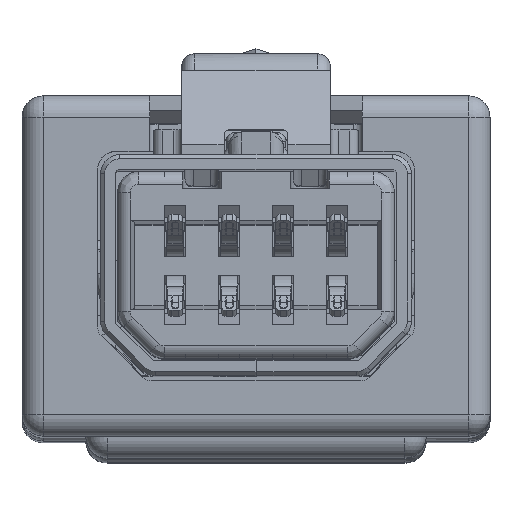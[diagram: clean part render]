
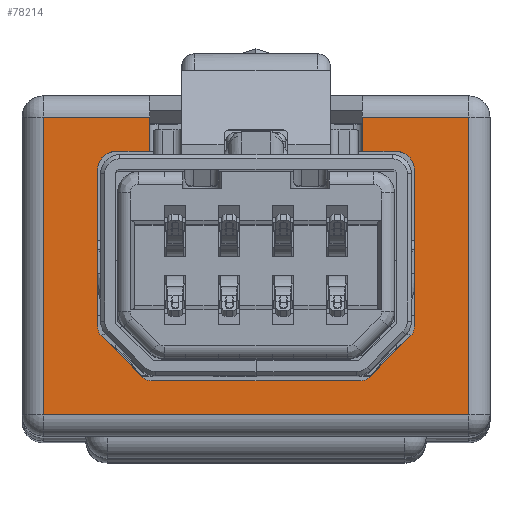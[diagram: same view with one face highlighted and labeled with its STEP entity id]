
A CAD part, top view. The second image highlights one B-rep face of the part: STEP entity #78214.
In plain terms, the highlighted planar face has unit normal (0, 0, 1).
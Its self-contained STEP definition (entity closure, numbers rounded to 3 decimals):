
#870=DIRECTION('',(-1.,0.,0.));
#871=VECTOR('',#870,4.901);
#872=CARTESIAN_POINT('',(2.451,-2.7,-11.05));
#873=LINE('',#872,#871);
#2425=DIRECTION('',(1.,0.,0.));
#2426=VECTOR('',#2425,0.775);
#2427=CARTESIAN_POINT('',(-3.275,2.7,-11.05));
#2428=LINE('',#2427,#2426);
#2541=DIRECTION('',(0.,1.,0.));
#2542=VECTOR('',#2541,0.8);
#2543=CARTESIAN_POINT('',(-2.5,2.7,-11.05));
#2544=LINE('',#2543,#2542);
#2554=DIRECTION('',(0.,1.,0.));
#2555=VECTOR('',#2554,3.676);
#2556=CARTESIAN_POINT('',(3.725,-1.426,-11.05));
#2557=LINE('',#2556,#2555);
#2558=CARTESIAN_POINT('',(3.275,2.25,-11.05));
#2559=DIRECTION('',(0.,0.,1.));
#2560=DIRECTION('',(1.,0.,0.));
#2561=AXIS2_PLACEMENT_3D('',#2558,#2559,#2560);
#2563=DIRECTION('',(0.,1.,0.));
#2564=VECTOR('',#2563,0.8);
#2565=CARTESIAN_POINT('',(2.5,2.7,-11.05));
#2566=LINE('',#2565,#2564);
#2567=CARTESIAN_POINT('',(-3.275,2.25,-11.05));
#2568=DIRECTION('',(0.,0.,1.));
#2569=DIRECTION('',(0.,1.,0.));
#2570=AXIS2_PLACEMENT_3D('',#2567,#2568,#2569);
#2572=DIRECTION('',(0.,-1.,0.));
#2573=VECTOR('',#2572,3.676);
#2574=CARTESIAN_POINT('',(-3.725,2.25,-11.05));
#2575=LINE('',#2574,#2573);
#2576=CARTESIAN_POINT('',(-3.425,-1.426,-11.05));
#2577=DIRECTION('',(0.,0.,1.));
#2578=DIRECTION('',(-1.,0.,0.));
#2579=AXIS2_PLACEMENT_3D('',#2576,#2577,#2578);
#2581=DIRECTION('',(0.707,-0.707,0.));
#2582=VECTOR('',#2581,1.378);
#2583=CARTESIAN_POINT('',(-3.637,-1.638,-11.05));
#2584=LINE('',#2583,#2582);
#2585=CARTESIAN_POINT('',(-2.451,-2.4,-11.05));
#2586=DIRECTION('',(0.,0.,1.));
#2587=DIRECTION('',(-0.707,-0.707,0.));
#2588=AXIS2_PLACEMENT_3D('',#2585,#2586,#2587);
#2590=CARTESIAN_POINT('',(2.451,-2.4,-11.05));
#2591=DIRECTION('',(0.,0.,1.));
#2592=DIRECTION('',(0.,-1.,0.));
#2593=AXIS2_PLACEMENT_3D('',#2590,#2591,#2592);
#2595=DIRECTION('',(0.707,0.707,0.));
#2596=VECTOR('',#2595,1.378);
#2597=CARTESIAN_POINT('',(2.663,-2.612,-11.05));
#2598=LINE('',#2597,#2596);
#2599=CARTESIAN_POINT('',(3.425,-1.426,-11.05));
#2600=DIRECTION('',(0.,0.,1.));
#2601=DIRECTION('',(0.707,-0.707,0.));
#2602=AXIS2_PLACEMENT_3D('',#2599,#2600,#2601);
#2621=DIRECTION('',(1.,0.,0.));
#2622=VECTOR('',#2621,0.775);
#2623=CARTESIAN_POINT('',(2.5,2.7,-11.05));
#2624=LINE('',#2623,#2622);
#34718=DIRECTION('',(0.,1.,0.));
#34719=VECTOR('',#34718,7.);
#34720=CARTESIAN_POINT('',(5.,-3.5,-11.05));
#34721=LINE('',#34720,#34719);
#34741=DIRECTION('',(1.,0.,0.));
#34742=VECTOR('',#34741,10.);
#34743=CARTESIAN_POINT('',(-5.,-3.5,-11.05));
#34744=LINE('',#34743,#34742);
#34764=DIRECTION('',(0.,-1.,0.));
#34765=VECTOR('',#34764,7.);
#34766=CARTESIAN_POINT('',(-5.,3.5,-11.05));
#34767=LINE('',#34766,#34765);
#34783=DIRECTION('',(-1.,0.,0.));
#34784=VECTOR('',#34783,2.5);
#34785=CARTESIAN_POINT('',(-2.5,3.5,-11.05));
#34786=LINE('',#34785,#34784);
#34795=DIRECTION('',(-1.,0.,0.));
#34796=VECTOR('',#34795,2.5);
#34797=CARTESIAN_POINT('',(5.,3.5,-11.05));
#34798=LINE('',#34797,#34796);
#72530=CARTESIAN_POINT('',(-3.275,2.7,-11.05));
#72531=VERTEX_POINT('',#72530);
#72532=CARTESIAN_POINT('',(-2.5,2.7,-11.05));
#72533=VERTEX_POINT('',#72532);
#72542=CARTESIAN_POINT('',(2.5,2.7,-11.05));
#72543=VERTEX_POINT('',#72542);
#72544=CARTESIAN_POINT('',(3.275,2.7,-11.05));
#72545=VERTEX_POINT('',#72544);
#72765=CARTESIAN_POINT('',(-2.663,-2.612,-11.05));
#72766=VERTEX_POINT('',#72765);
#72767=CARTESIAN_POINT('',(-3.637,-1.638,-11.05));
#72768=VERTEX_POINT('',#72767);
#72773=CARTESIAN_POINT('',(3.637,-1.638,-11.05));
#72774=VERTEX_POINT('',#72773);
#72775=CARTESIAN_POINT('',(2.663,-2.612,-11.05));
#72776=VERTEX_POINT('',#72775);
#73290=CARTESIAN_POINT('',(3.725,-1.426,-11.05));
#73291=VERTEX_POINT('',#73290);
#73292=CARTESIAN_POINT('',(3.725,2.25,-11.05));
#73293=VERTEX_POINT('',#73292);
#73294=CARTESIAN_POINT('',(2.5,3.5,-11.05));
#73295=VERTEX_POINT('',#73294);
#73296=CARTESIAN_POINT('',(5.,3.5,-11.05));
#73297=VERTEX_POINT('',#73296);
#73298=CARTESIAN_POINT('',(5.,-3.5,-11.05));
#73299=VERTEX_POINT('',#73298);
#73300=CARTESIAN_POINT('',(-5.,-3.5,-11.05));
#73301=VERTEX_POINT('',#73300);
#73302=CARTESIAN_POINT('',(-5.,3.5,-11.05));
#73303=VERTEX_POINT('',#73302);
#73304=CARTESIAN_POINT('',(-2.5,3.5,-11.05));
#73305=VERTEX_POINT('',#73304);
#73306=CARTESIAN_POINT('',(-3.725,2.25,-11.05));
#73307=VERTEX_POINT('',#73306);
#73308=CARTESIAN_POINT('',(-3.725,-1.426,-11.05));
#73309=VERTEX_POINT('',#73308);
#73310=CARTESIAN_POINT('',(-2.451,-2.7,-11.05));
#73311=VERTEX_POINT('',#73310);
#73312=CARTESIAN_POINT('',(2.451,-2.7,-11.05));
#73313=VERTEX_POINT('',#73312);
#78174=CARTESIAN_POINT('',(-5.5,-4.,-11.05));
#78175=DIRECTION('',(0.,0.,1.));
#78176=DIRECTION('',(1.,0.,0.));
#78177=AXIS2_PLACEMENT_3D('',#78174,#78175,#78176);
#78178=PLANE('',#78177);
#78180=ORIENTED_EDGE('',*,*,#78179,.T.);
#78182=ORIENTED_EDGE('',*,*,#78181,.T.);
#78184=ORIENTED_EDGE('',*,*,#78183,.F.);
#78186=ORIENTED_EDGE('',*,*,#78185,.T.);
#78188=ORIENTED_EDGE('',*,*,#78187,.F.);
#78190=ORIENTED_EDGE('',*,*,#78189,.F.);
#78192=ORIENTED_EDGE('',*,*,#78191,.F.);
#78194=ORIENTED_EDGE('',*,*,#78193,.F.);
#78196=ORIENTED_EDGE('',*,*,#78195,.F.);
#78197=ORIENTED_EDGE('',*,*,#78160,.F.);
#78198=ORIENTED_EDGE('',*,*,#78028,.F.);
#78200=ORIENTED_EDGE('',*,*,#78199,.T.);
#78202=ORIENTED_EDGE('',*,*,#78201,.T.);
#78204=ORIENTED_EDGE('',*,*,#78203,.T.);
#78205=ORIENTED_EDGE('',*,*,#75437,.T.);
#78206=ORIENTED_EDGE('',*,*,#75463,.T.);
#78207=ORIENTED_EDGE('',*,*,#75479,.F.);
#78208=ORIENTED_EDGE('',*,*,#75493,.T.);
#78209=ORIENTED_EDGE('',*,*,#75510,.T.);
#78211=ORIENTED_EDGE('',*,*,#78210,.T.);
#78212=EDGE_LOOP('',(#78180,#78182,#78184,#78186,#78188,#78190,#78192,#78194,
#78196,#78197,#78198,#78200,#78202,#78204,#78205,#78206,#78207,#78208,#78209,
#78211));
#78213=FACE_OUTER_BOUND('',#78212,.F.);
#2562=CIRCLE('',#2561,0.45);
#2571=CIRCLE('',#2570,0.45);
#2580=CIRCLE('',#2579,0.3);
#2589=CIRCLE('',#2588,0.3);
#2594=CIRCLE('',#2593,0.3);
#2603=CIRCLE('',#2602,0.3);
#75437=EDGE_CURVE('',#72768,#72766,#2584,.T.);
#75463=EDGE_CURVE('',#72766,#73311,#2589,.T.);
#75479=EDGE_CURVE('',#73313,#73311,#873,.T.);
#75493=EDGE_CURVE('',#73313,#72776,#2594,.T.);
#75510=EDGE_CURVE('',#72776,#72774,#2598,.T.);
#78028=EDGE_CURVE('',#72531,#72533,#2428,.T.);
#78160=EDGE_CURVE('',#72533,#73305,#2544,.T.);
#78179=EDGE_CURVE('',#73291,#73293,#2557,.T.);
#78181=EDGE_CURVE('',#73293,#72545,#2562,.T.);
#78183=EDGE_CURVE('',#72543,#72545,#2624,.T.);
#78185=EDGE_CURVE('',#72543,#73295,#2566,.T.);
#78187=EDGE_CURVE('',#73297,#73295,#34798,.T.);
#78189=EDGE_CURVE('',#73299,#73297,#34721,.T.);
#78191=EDGE_CURVE('',#73301,#73299,#34744,.T.);
#78193=EDGE_CURVE('',#73303,#73301,#34767,.T.);
#78195=EDGE_CURVE('',#73305,#73303,#34786,.T.);
#78199=EDGE_CURVE('',#72531,#73307,#2571,.T.);
#78201=EDGE_CURVE('',#73307,#73309,#2575,.T.);
#78203=EDGE_CURVE('',#73309,#72768,#2580,.T.);
#78210=EDGE_CURVE('',#72774,#73291,#2603,.T.);
#78214=ADVANCED_FACE('',(#78213),#78178,.T.);
